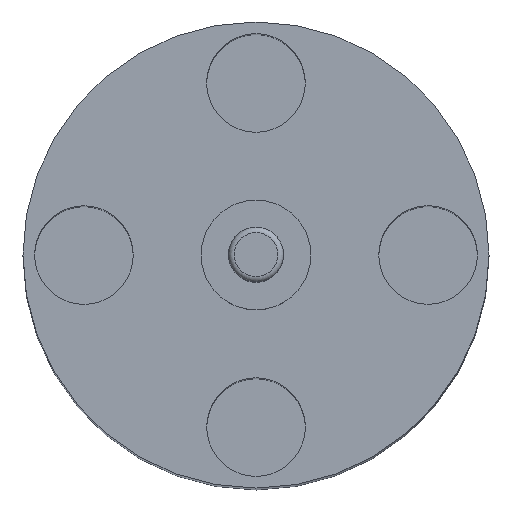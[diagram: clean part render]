
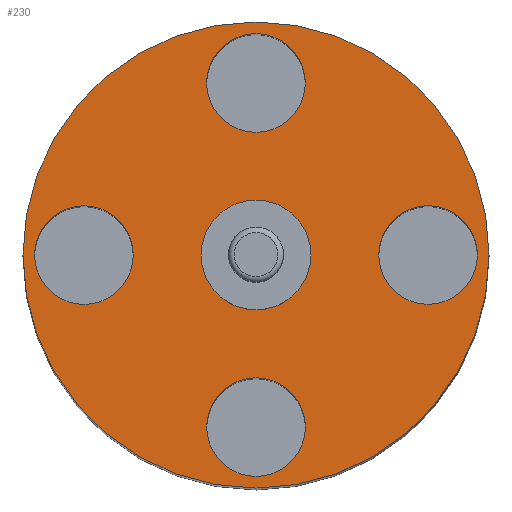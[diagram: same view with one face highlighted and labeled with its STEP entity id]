
A CAD part, top view. The second image highlights one B-rep face of the part: STEP entity #230.
In plain terms, the highlighted planar face has unit normal (0, 0, 1).
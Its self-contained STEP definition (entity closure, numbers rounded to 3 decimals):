
#19=FACE_BOUND('',#70,.T.);
#20=FACE_BOUND('',#71,.T.);
#21=FACE_BOUND('',#72,.T.);
#22=FACE_BOUND('',#73,.T.);
#23=FACE_BOUND('',#74,.T.);
#31=PLANE('',#280);
#49=FACE_OUTER_BOUND('',#69,.T.);
#69=EDGE_LOOP('',(#195));
#70=EDGE_LOOP('',(#196));
#71=EDGE_LOOP('',(#197));
#72=EDGE_LOOP('',(#198));
#73=EDGE_LOOP('',(#199));
#74=EDGE_LOOP('',(#200));
#94=CIRCLE('',#250,0.9);
#96=CIRCLE('',#254,0.9);
#98=CIRCLE('',#258,0.9);
#100=CIRCLE('',#262,0.9);
#103=CIRCLE('',#267,1.);
#109=CIRCLE('',#279,4.25);
#112=VERTEX_POINT('',#372);
#114=VERTEX_POINT('',#379);
#116=VERTEX_POINT('',#386);
#118=VERTEX_POINT('',#393);
#121=VERTEX_POINT('',#402);
#126=VERTEX_POINT('',#421);
#129=EDGE_CURVE('',#112,#112,#94,.T.);
#132=EDGE_CURVE('',#114,#114,#96,.T.);
#135=EDGE_CURVE('',#116,#116,#98,.T.);
#138=EDGE_CURVE('',#118,#118,#100,.T.);
#143=EDGE_CURVE('',#121,#121,#103,.T.);
#150=EDGE_CURVE('',#126,#126,#109,.T.);
#195=ORIENTED_EDGE('',*,*,#150,.T.);
#196=ORIENTED_EDGE('',*,*,#129,.T.);
#197=ORIENTED_EDGE('',*,*,#132,.T.);
#198=ORIENTED_EDGE('',*,*,#135,.T.);
#199=ORIENTED_EDGE('',*,*,#138,.T.);
#200=ORIENTED_EDGE('',*,*,#143,.T.);
#230=ADVANCED_FACE('',(#49,#19,#20,#21,#22,#23),#31,.T.);
#250=AXIS2_PLACEMENT_3D('',#373,#290,#291);
#254=AXIS2_PLACEMENT_3D('',#380,#299,#300);
#258=AXIS2_PLACEMENT_3D('',#387,#308,#309);
#262=AXIS2_PLACEMENT_3D('',#394,#317,#318);
#267=AXIS2_PLACEMENT_3D('',#404,#329,#330);
#279=AXIS2_PLACEMENT_3D('',#422,#354,#355);
#280=AXIS2_PLACEMENT_3D('',#424,#357,#358);
#290=DIRECTION('center_axis',(0.,0.,-1.));
#291=DIRECTION('ref_axis',(1.,0.,0.));
#299=DIRECTION('center_axis',(0.,0.,-1.));
#300=DIRECTION('ref_axis',(1.,0.,0.));
#308=DIRECTION('center_axis',(0.,0.,-1.));
#309=DIRECTION('ref_axis',(1.,0.,0.));
#317=DIRECTION('center_axis',(0.,0.,-1.));
#318=DIRECTION('ref_axis',(1.,0.,0.));
#329=DIRECTION('center_axis',(0.,0.,-1.));
#330=DIRECTION('ref_axis',(1.,0.,0.));
#354=DIRECTION('center_axis',(0.,0.,1.));
#355=DIRECTION('ref_axis',(1.,0.,0.));
#357=DIRECTION('center_axis',(0.,0.,1.));
#358=DIRECTION('ref_axis',(1.,0.,0.));
#372=CARTESIAN_POINT('',(-0.899,-3.138,20.));
#373=CARTESIAN_POINT('Origin',(0.001,-3.138,20.));
#379=CARTESIAN_POINT('',(-4.038,-0.001,20.));
#380=CARTESIAN_POINT('Origin',(-3.138,-0.001,
20.));
#386=CARTESIAN_POINT('',(2.238,0.001,20.));
#387=CARTESIAN_POINT('Origin',(3.138,0.001,20.));
#393=CARTESIAN_POINT('',(-0.901,3.138,20.));
#394=CARTESIAN_POINT('Origin',(-0.001,3.138,20.));
#402=CARTESIAN_POINT('',(-1.,0.,20.));
#404=CARTESIAN_POINT('Origin',(0.,0.,20.));
#421=CARTESIAN_POINT('',(-4.25,0.,20.));
#422=CARTESIAN_POINT('Origin',(0.,0.,20.));
#424=CARTESIAN_POINT('Origin',(0.,0.,20.));
